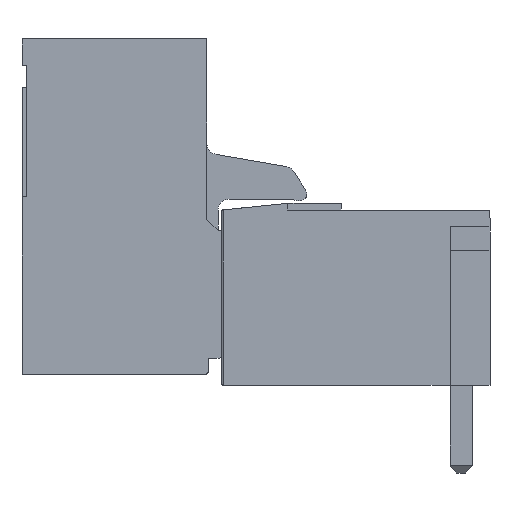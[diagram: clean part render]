
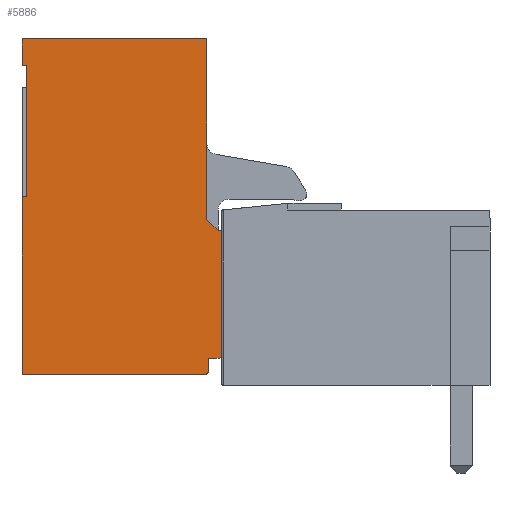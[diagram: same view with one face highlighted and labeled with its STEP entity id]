
A CAD part, left-side view. The second image highlights one B-rep face of the part: STEP entity #5886.
In plain terms, the highlighted face is planar.
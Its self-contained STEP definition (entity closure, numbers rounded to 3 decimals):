
#161 = DIRECTION ( 'NONE',  ( 0., 0., -1. ) ) ;
#183 = CARTESIAN_POINT ( 'NONE',  ( 0., 8.33, 15.1 ) ) ;
#342 = ORIENTED_EDGE ( 'NONE', *, *, #10320, .F. ) ;
#443 = DIRECTION ( 'NONE',  ( 0., -1., 0. ) ) ;
#489 = DIRECTION ( 'NONE',  ( 0., 1., 0. ) ) ;
#653 = CARTESIAN_POINT ( 'NONE',  ( 0., 0., 0. ) ) ;
#831 = VECTOR ( 'NONE', #899, 1000. ) ;
#899 = DIRECTION ( 'NONE',  ( 0., -1., 0. ) ) ;
#1028 = DIRECTION ( 'NONE',  ( 0., 1., 0. ) ) ;
#1044 = VECTOR ( 'NONE', #2508, 1000. ) ;
#1291 = VECTOR ( 'NONE', #3740, 1000. ) ;
#1314 = VERTEX_POINT ( 'NONE', #653 ) ;
#1427 = DIRECTION ( 'NONE',  ( -1., 0., 0. ) ) ;
#1494 = CARTESIAN_POINT ( 'NONE',  ( 0., 8.98, 0.819 ) ) ;
#1546 = VERTEX_POINT ( 'NONE', #2383 ) ;
#1761 = DIRECTION ( 'NONE',  ( 0., -1., 0. ) ) ;
#1803 = EDGE_CURVE ( 'NONE', #1546, #6186, #10333, .T. ) ;
#1861 = CARTESIAN_POINT ( 'NONE',  ( 0., 8.88, 0.719 ) ) ;
#1964 = DIRECTION ( 'NONE',  ( 0., 0., 1. ) ) ;
#2133 = AXIS2_PLACEMENT_3D ( 'NONE', #2957, #8781, #3779 ) ;
#2151 = LINE ( 'NONE', #7160, #6288 ) ;
#2187 = ORIENTED_EDGE ( 'NONE', *, *, #10486, .F. ) ;
#2200 = VERTEX_POINT ( 'NONE', #7833 ) ;
#2241 = VERTEX_POINT ( 'NONE', #1494 ) ;
#2263 = LINE ( 'NONE', #6523, #3934 ) ;
#2378 = ORIENTED_EDGE ( 'NONE', *, *, #8132, .F. ) ;
#2383 = CARTESIAN_POINT ( 'NONE',  ( 0., 8.48, 0.719 ) ) ;
#2402 = CARTESIAN_POINT ( 'NONE',  ( 0., 0., 15.1 ) ) ;
#2443 = VERTEX_POINT ( 'NONE', #3014 ) ;
#2452 = ORIENTED_EDGE ( 'NONE', *, *, #10685, .F. ) ;
#2508 = DIRECTION ( 'NONE',  ( 0., 0., -1. ) ) ;
#2516 = VECTOR ( 'NONE', #7905, 1000. ) ;
#2957 = CARTESIAN_POINT ( 'NONE',  ( 0., 8.88, 0.819 ) ) ;
#3014 = CARTESIAN_POINT ( 'NONE',  ( 0., 0., 7.98 ) ) ;
#3035 = VECTOR ( 'NONE', #1964, 1000. ) ;
#3052 = CARTESIAN_POINT ( 'NONE',  ( 0., 0., 13.9 ) ) ;
#3065 = LINE ( 'NONE', #5036, #831 ) ;
#3143 = VERTEX_POINT ( 'NONE', #7328 ) ;
#3247 = CARTESIAN_POINT ( 'NONE',  ( 0., 17.33, 6.48 ) ) ;
#3316 = LINE ( 'NONE', #3247, #7731 ) ;
#3353 = VERTEX_POINT ( 'NONE', #5593 ) ;
#3368 = LINE ( 'NONE', #5042, #5559 ) ;
#3369 = CARTESIAN_POINT ( 'NONE',  ( 0., 0.2, 7.98 ) ) ;
#3484 = EDGE_CURVE ( 'NONE', #3972, #6196, #4797, .T. ) ;
#3677 = VERTEX_POINT ( 'NONE', #3369 ) ;
#3727 = ORIENTED_EDGE ( 'NONE', *, *, #4108, .F. ) ;
#3728 = LINE ( 'NONE', #9665, #6977 ) ;
#3740 = DIRECTION ( 'NONE',  ( 0., 0., -1. ) ) ;
#3779 = DIRECTION ( 'NONE',  ( 0., 0., -1. ) ) ;
#3874 = DIRECTION ( 'NONE',  ( 0., -1., 0. ) ) ;
#3893 = VERTEX_POINT ( 'NONE', #7257 ) ;
#3911 = DIRECTION ( 'NONE',  ( 0., 1., 0. ) ) ;
#3934 = VECTOR ( 'NONE', #9053, 1000. ) ;
#3972 = VERTEX_POINT ( 'NONE', #183 ) ;
#4065 = DIRECTION ( 'NONE',  ( 0., 0., -1. ) ) ;
#4066 = CIRCLE ( 'NONE', #10659, 0.1 ) ;
#4098 = EDGE_CURVE ( 'NONE', #3143, #2241, #5711, .T. ) ;
#4108 = EDGE_CURVE ( 'NONE', #3677, #3893, #7949, .T. ) ;
#4138 = CARTESIAN_POINT ( 'NONE',  ( 0., 8.38, 0.719 ) ) ;
#4141 = CARTESIAN_POINT ( 'NONE',  ( 0., 17.33, 6.48 ) ) ;
#4178 = CARTESIAN_POINT ( 'NONE',  ( 0., 8.48, 0.619 ) ) ;
#4242 = CARTESIAN_POINT ( 'NONE',  ( 0., 0.2, 0. ) ) ;
#4259 = AXIS2_PLACEMENT_3D ( 'NONE', #4178, #10030, #4999 ) ;
#4509 = ORIENTED_EDGE ( 'NONE', *, *, #8320, .F. ) ;
#4546 = VECTOR ( 'NONE', #161, 1000. ) ;
#4563 = CARTESIAN_POINT ( 'NONE',  ( 0., 8.98, 0. ) ) ;
#4644 = DIRECTION ( 'NONE',  ( 0., 1., 0. ) ) ;
#4797 = LINE ( 'NONE', #6136, #4546 ) ;
#4832 = ORIENTED_EDGE ( 'NONE', *, *, #7327, .F. ) ;
#4999 = DIRECTION ( 'NONE',  ( 0., 0., 1. ) ) ;
#5010 = AXIS2_PLACEMENT_3D ( 'NONE', #10578, #1427, #7255 ) ;
#5017 = VERTEX_POINT ( 'NONE', #10193 ) ;
#5036 = CARTESIAN_POINT ( 'NONE',  ( 0., 0., 1.901 ) ) ;
#5041 = VERTEX_POINT ( 'NONE', #6044 ) ;
#5042 = CARTESIAN_POINT ( 'NONE',  ( 0., 17.33, 0. ) ) ;
#5212 = LINE ( 'NONE', #8590, #3035 ) ;
#5427 = EDGE_CURVE ( 'NONE', #7800, #1314, #3368, .T. ) ;
#5430 = DIRECTION ( 'NONE',  ( -1., 0., 0. ) ) ;
#5473 = LINE ( 'NONE', #7484, #1044 ) ;
#5559 = VECTOR ( 'NONE', #1761, 1000. ) ;
#5593 = CARTESIAN_POINT ( 'NONE',  ( 0., 8.83, 6.48 ) ) ;
#5599 = ORIENTED_EDGE ( 'NONE', *, *, #3484, .F. ) ;
#5601 = CARTESIAN_POINT ( 'NONE',  ( 0., 8.38, 0.619 ) ) ;
#5612 = LINE ( 'NONE', #3052, #9810 ) ;
#5675 = ORIENTED_EDGE ( 'NONE', *, *, #5427, .F. ) ;
#5711 = LINE ( 'NONE', #4563, #1291 ) ;
#5886 = ADVANCED_FACE ( 'NONE', ( #7261 ), #8905, .F. ) ;
#6044 = CARTESIAN_POINT ( 'NONE',  ( 0., 0., 13.9 ) ) ;
#6064 = VERTEX_POINT ( 'NONE', #4141 ) ;
#6096 = EDGE_CURVE ( 'NONE', #9009, #1546, #9342, .T. ) ;
#6136 = CARTESIAN_POINT ( 'NONE',  ( 0., 8.33, 15.1 ) ) ;
#6180 = CIRCLE ( 'NONE', #2133, 0.1 ) ;
#6186 = VERTEX_POINT ( 'NONE', #1861 ) ;
#6196 = VERTEX_POINT ( 'NONE', #9362 ) ;
#6288 = VECTOR ( 'NONE', #489, 1000. ) ;
#6373 = EDGE_CURVE ( 'NONE', #2241, #6186, #6180, .T. ) ;
#6399 = EDGE_CURVE ( 'NONE', #10599, #3972, #3728, .T. ) ;
#6523 = CARTESIAN_POINT ( 'NONE',  ( 0., 0., 0. ) ) ;
#6888 = ORIENTED_EDGE ( 'NONE', *, *, #7047, .F. ) ;
#6923 = LINE ( 'NONE', #10377, #2516 ) ;
#6977 = VECTOR ( 'NONE', #4644, 1000. ) ;
#7047 = EDGE_CURVE ( 'NONE', #5017, #3143, #3065, .T. ) ;
#7160 = CARTESIAN_POINT ( 'NONE',  ( 0., 0., 6.48 ) ) ;
#7198 = VECTOR ( 'NONE', #3911, 1000. ) ;
#7255 = DIRECTION ( 'NONE',  ( 0., 0., 1. ) ) ;
#7257 = CARTESIAN_POINT ( 'NONE',  ( 0., 0.2, 13.9 ) ) ;
#7261 = FACE_OUTER_BOUND ( 'NONE', #8658, .T. ) ;
#7327 = EDGE_CURVE ( 'NONE', #3353, #6064, #2151, .T. ) ;
#7328 = CARTESIAN_POINT ( 'NONE',  ( 0., 8.98, 1.901 ) ) ;
#7484 = CARTESIAN_POINT ( 'NONE',  ( 0., 8.38, 0. ) ) ;
#7678 = VECTOR ( 'NONE', #10092, 1000. ) ;
#7731 = VECTOR ( 'NONE', #4065, 1000. ) ;
#7800 = VERTEX_POINT ( 'NONE', #8227 ) ;
#7809 = EDGE_CURVE ( 'NONE', #6064, #5017, #3316, .T. ) ;
#7833 = CARTESIAN_POINT ( 'NONE',  ( 0., 8.38, 0.1 ) ) ;
#7845 = ORIENTED_EDGE ( 'NONE', *, *, #8238, .F. ) ;
#7897 = ORIENTED_EDGE ( 'NONE', *, *, #10240, .F. ) ;
#7905 = DIRECTION ( 'NONE',  ( 0., 0.707, -0.707 ) ) ;
#7949 = LINE ( 'NONE', #4242, #7678 ) ;
#7979 = ORIENTED_EDGE ( 'NONE', *, *, #4098, .F. ) ;
#7981 = ORIENTED_EDGE ( 'NONE', *, *, #6399, .F. ) ;
#8067 = CARTESIAN_POINT ( 'NONE',  ( 0., 0., 7.98 ) ) ;
#8132 = EDGE_CURVE ( 'NONE', #2200, #7800, #4066, .T. ) ;
#8185 = ORIENTED_EDGE ( 'NONE', *, *, #7809, .F. ) ;
#8227 = CARTESIAN_POINT ( 'NONE',  ( 0., 8.28, 0. ) ) ;
#8238 = EDGE_CURVE ( 'NONE', #2443, #3677, #9419, .T. ) ;
#8320 = EDGE_CURVE ( 'NONE', #1314, #2443, #2263, .T. ) ;
#8556 = ORIENTED_EDGE ( 'NONE', *, *, #6373, .F. ) ;
#8590 = CARTESIAN_POINT ( 'NONE',  ( 0., 0., 0. ) ) ;
#8658 = EDGE_LOOP ( 'NONE', ( #8556, #7979, #6888, #8185, #4832, #342, #5599, #7981, #7897, #2187, #3727, #7845, #4509, #5675, #2378, #2452, #8843, #9353 ) ) ;
#8781 = DIRECTION ( 'NONE',  ( -1., 0., 0. ) ) ;
#8843 = ORIENTED_EDGE ( 'NONE', *, *, #6096, .T. ) ;
#8905 = PLANE ( 'NONE',  #5010 ) ;
#9009 = VERTEX_POINT ( 'NONE', #5601 ) ;
#9053 = DIRECTION ( 'NONE',  ( 0., 0., 1. ) ) ;
#9342 = CIRCLE ( 'NONE', #4259, 0.1 ) ;
#9353 = ORIENTED_EDGE ( 'NONE', *, *, #1803, .T. ) ;
#9362 = CARTESIAN_POINT ( 'NONE',  ( 0., 8.33, 6.98 ) ) ;
#9419 = LINE ( 'NONE', #8067, #7198 ) ;
#9665 = CARTESIAN_POINT ( 'NONE',  ( 0., 0., 15.1 ) ) ;
#9810 = VECTOR ( 'NONE', #3874, 1000. ) ;
#10030 = DIRECTION ( 'NONE',  ( -1., 0., 0. ) ) ;
#10092 = DIRECTION ( 'NONE',  ( 0., 0., 1. ) ) ;
#10193 = CARTESIAN_POINT ( 'NONE',  ( 0., 17.33, 1.901 ) ) ;
#10240 = EDGE_CURVE ( 'NONE', #5041, #10599, #5212, .T. ) ;
#10320 = EDGE_CURVE ( 'NONE', #6196, #3353, #6923, .T. ) ;
#10333 = LINE ( 'NONE', #4138, #10607 ) ;
#10377 = CARTESIAN_POINT ( 'NONE',  ( 0., 8.33, 6.98 ) ) ;
#10450 = CARTESIAN_POINT ( 'NONE',  ( 0., 8.28, 0.1 ) ) ;
#10486 = EDGE_CURVE ( 'NONE', #3893, #5041, #5612, .T. ) ;
#10578 = CARTESIAN_POINT ( 'NONE',  ( 0., 0., 0. ) ) ;
#10599 = VERTEX_POINT ( 'NONE', #2402 ) ;
#10607 = VECTOR ( 'NONE', #1028, 1000. ) ;
#10659 = AXIS2_PLACEMENT_3D ( 'NONE', #10450, #5430, #443 ) ;
#10685 = EDGE_CURVE ( 'NONE', #9009, #2200, #5473, .T. ) ;
